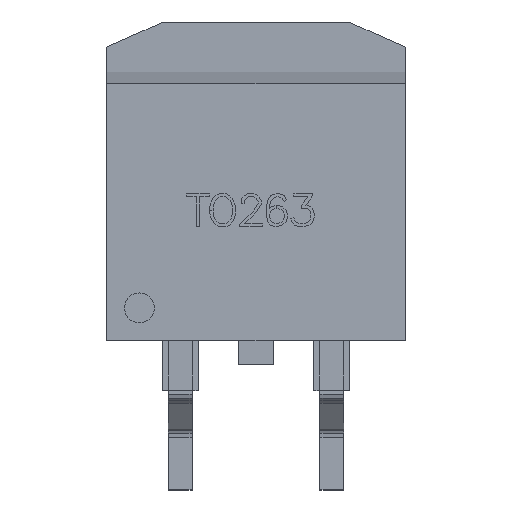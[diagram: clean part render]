
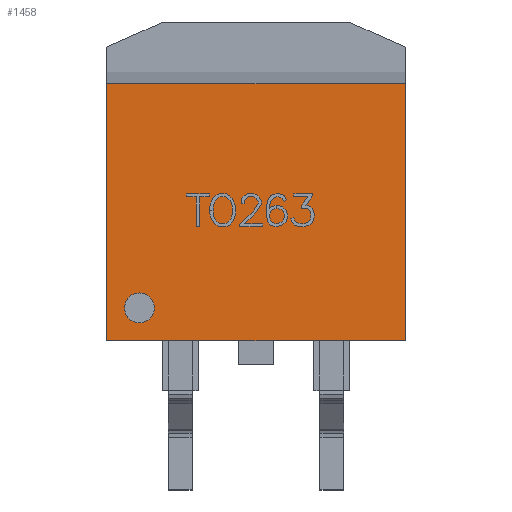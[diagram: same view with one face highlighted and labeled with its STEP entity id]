
A CAD part, top view. The second image highlights one B-rep face of the part: STEP entity #1458.
In plain terms, the highlighted face is planar.
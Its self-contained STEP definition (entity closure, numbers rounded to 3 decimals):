
#1458 = ADVANCED_FACE ( 'NONE', ( #5168 ), #5167, .T. ) ;
#1459 = EDGE_LOOP ( 'NONE', ( #1460, #1464, #1467, #1515 ) ) ;
#1460 = ORIENTED_EDGE ( 'NONE', *, *, #1461, .F. ) ;
#1461 = EDGE_CURVE ( 'NONE', #1462, #1463, #5162, .T. ) ;
#1462 = VERTEX_POINT ( 'NONE', #5158 ) ;
#1463 = VERTEX_POINT ( 'NONE', #5157 ) ;
#1464 = ORIENTED_EDGE ( 'NONE', *, *, #1465, .T. ) ;
#1465 = EDGE_CURVE ( 'NONE', #1462, #1466, #5156, .T. ) ;
#1466 = VERTEX_POINT ( 'NONE', #5152 ) ;
#1467 = ORIENTED_EDGE ( 'NONE', *, *, #1468, .F. ) ;
#1468 = EDGE_CURVE ( 'NONE', #1514, #1466, #5151, .T. ) ;
#1514 = VERTEX_POINT ( 'NONE', #5205 ) ;
#1515 = ORIENTED_EDGE ( 'NONE', *, *, #1516, .F. ) ;
#1516 = EDGE_CURVE ( 'NONE', #1463, #1514, #5203, .T. ) ;
#5148 = DIRECTION ( 'NONE',  ( 0., 0., -1. ) ) ;
#5149 = VECTOR ( 'NONE', #5148, 1000. ) ;
#5150 = CARTESIAN_POINT ( 'NONE',  ( 1.575, 4.11, 0. ) ) ;
#5151 = LINE ( 'NONE', #5150, #5149 ) ;
#5152 = CARTESIAN_POINT ( 'NONE',  ( 1.575, 4.11, 0. ) ) ;
#5153 = DIRECTION ( 'NONE',  ( 0., 1., 0. ) ) ;
#5154 = VECTOR ( 'NONE', #5153, 1000. ) ;
#5155 = CARTESIAN_POINT ( 'NONE',  ( 1.575, -4.5, 0. ) ) ;
#5156 = LINE ( 'NONE', #5155, #5154 ) ;
#5157 = CARTESIAN_POINT ( 'NONE',  ( 1.575, -4.5, 10. ) ) ;
#5158 = CARTESIAN_POINT ( 'NONE',  ( 1.575, -4.5, 0. ) ) ;
#5159 = DIRECTION ( 'NONE',  ( 0., 0., 1. ) ) ;
#5160 = VECTOR ( 'NONE', #5159, 1000. ) ;
#5161 = CARTESIAN_POINT ( 'NONE',  ( 1.575, -4.5, 0. ) ) ;
#5162 = LINE ( 'NONE', #5161, #5160 ) ;
#5163 = DIRECTION ( 'NONE',  ( 0., 0., -1. ) ) ;
#5164 = DIRECTION ( 'NONE',  ( 1., 0., 0. ) ) ;
#5165 = CARTESIAN_POINT ( 'NONE',  ( 1.575, 4.11, 0. ) ) ;
#5166 = AXIS2_PLACEMENT_3D ( 'NONE', #5165, #5164, #5163 ) ;
#5167 = PLANE ( 'NONE',  #5166 ) ;
#5168 = FACE_OUTER_BOUND ( 'NONE', #1459, .T. ) ;
#5200 = DIRECTION ( 'NONE',  ( 0., 1., 0. ) ) ;
#5201 = VECTOR ( 'NONE', #5200, 1000. ) ;
#5202 = CARTESIAN_POINT ( 'NONE',  ( 1.575, -4.5, 10. ) ) ;
#5203 = LINE ( 'NONE', #5202, #5201 ) ;
#5205 = CARTESIAN_POINT ( 'NONE',  ( 1.575, 4.11, 10. ) ) ;
